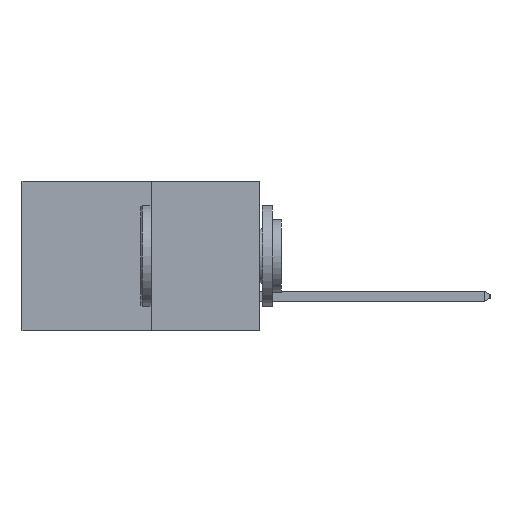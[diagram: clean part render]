
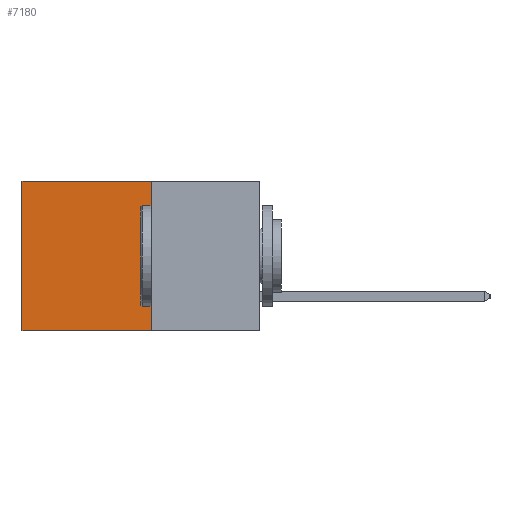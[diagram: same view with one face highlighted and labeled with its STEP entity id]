
A CAD part, left-side view. The second image highlights one B-rep face of the part: STEP entity #7180.
In plain terms, the highlighted planar face has unit normal (-1, 0, 0).
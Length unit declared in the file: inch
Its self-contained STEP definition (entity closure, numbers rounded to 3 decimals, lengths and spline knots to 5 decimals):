
#130 = LINE ( 'NONE', #9680, #9364 ) ;
#604 = CARTESIAN_POINT ( 'NONE',  ( 0.277, 0.27, 0. ) ) ;
#1067 = AXIS2_PLACEMENT_3D ( 'NONE', #6855, #6683, #6669 ) ;
#1263 = LINE ( 'NONE', #6165, #9888 ) ;
#1478 = DIRECTION ( 'NONE',  ( 0., 1., 0. ) ) ;
#2393 = CARTESIAN_POINT ( 'NONE',  ( 0.277, 0.27, -0.37 ) ) ;
#2420 = DIRECTION ( 'NONE',  ( 0., 0., -1. ) ) ;
#2789 = LINE ( 'NONE', #2393, #4558 ) ;
#3102 = EDGE_CURVE ( 'NONE', #3766, #7700, #9988, .T. ) ;
#3581 = CARTESIAN_POINT ( 'NONE',  ( 0.277, 0.59, -0.37 ) ) ;
#3766 = VERTEX_POINT ( 'NONE', #10650 ) ;
#3812 = VERTEX_POINT ( 'NONE', #604 ) ;
#3888 = EDGE_CURVE ( 'NONE', #7268, #7700, #130, .T. ) ;
#3997 = VECTOR ( 'NONE', #1478, 39.37008 ) ;
#4558 = VECTOR ( 'NONE', #2420, 39.37008 ) ;
#4763 = EDGE_LOOP ( 'NONE', ( #9700, #6136, #6935, #7699 ) ) ;
#5893 = CARTESIAN_POINT ( 'NONE',  ( 0.277, 0.59, 0. ) ) ;
#6109 = DIRECTION ( 'NONE',  ( 0., 1., 0. ) ) ;
#6136 = ORIENTED_EDGE ( 'NONE', *, *, #3102, .F. ) ;
#6165 = CARTESIAN_POINT ( 'NONE',  ( 0.277, 0.27, 0. ) ) ;
#6383 = CARTESIAN_POINT ( 'NONE',  ( 0.277, 0.27, -0.37 ) ) ;
#6669 = DIRECTION ( 'NONE',  ( 0., 0., -1. ) ) ;
#6683 = DIRECTION ( 'NONE',  ( 1., 0., 0. ) ) ;
#6789 = PLANE ( 'NONE',  #1067 ) ;
#6855 = CARTESIAN_POINT ( 'NONE',  ( 0.277, 0.27, -0.37 ) ) ;
#6935 = ORIENTED_EDGE ( 'NONE', *, *, #7904, .F. ) ;
#7180 = ADVANCED_FACE ( 'NONE', ( #9307 ), #6789, .F. ) ;
#7268 = VERTEX_POINT ( 'NONE', #5893 ) ;
#7699 = ORIENTED_EDGE ( 'NONE', *, *, #9123, .T. ) ;
#7700 = VERTEX_POINT ( 'NONE', #3581 ) ;
#7904 = EDGE_CURVE ( 'NONE', #3812, #3766, #2789, .T. ) ;
#9123 = EDGE_CURVE ( 'NONE', #3812, #7268, #1263, .T. ) ;
#9307 = FACE_OUTER_BOUND ( 'NONE', #4763, .T. ) ;
#9364 = VECTOR ( 'NONE', #9624, 39.37008 ) ;
#9624 = DIRECTION ( 'NONE',  ( 0., 0., -1. ) ) ;
#9680 = CARTESIAN_POINT ( 'NONE',  ( 0.277, 0.59, -0.37 ) ) ;
#9700 = ORIENTED_EDGE ( 'NONE', *, *, #3888, .T. ) ;
#9888 = VECTOR ( 'NONE', #6109, 39.37008 ) ;
#9988 = LINE ( 'NONE', #6383, #3997 ) ;
#10650 = CARTESIAN_POINT ( 'NONE',  ( 0.277, 0.27, -0.37 ) ) ;
